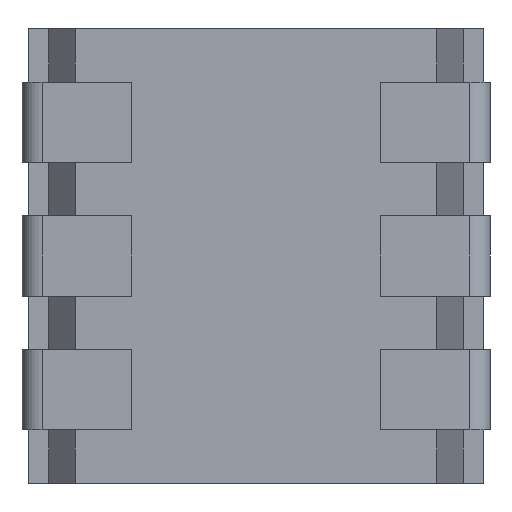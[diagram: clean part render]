
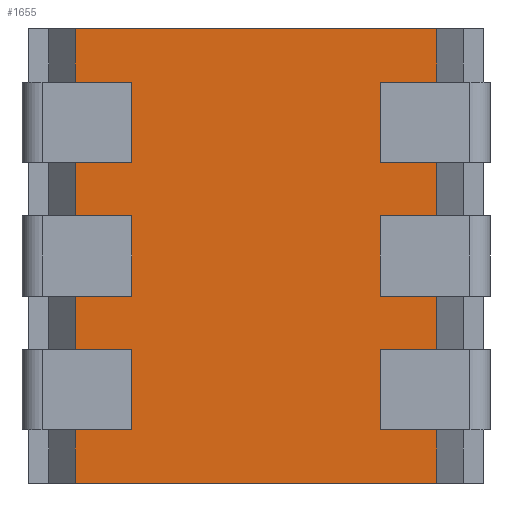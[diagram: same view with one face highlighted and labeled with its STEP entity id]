
A CAD part, front view. The second image highlights one B-rep face of the part: STEP entity #1655.
In plain terms, the highlighted planar face has unit normal (0, -1, 0).
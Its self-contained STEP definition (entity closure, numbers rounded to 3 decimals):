
#113=FACE_OUTER_BOUND('',#197,.T.);
#197=EDGE_LOOP('',(#1153,#1154,#1155,#1156,#1157,#1158,#1159,#1160,#1161,
#1162,#1163,#1164,#1165,#1166,#1167,#1168,#1169,#1170,#1171,#1172,#1173,
#1174,#1175,#1176,#1177,#1178,#1179,#1180));
#297=LINE('',#2444,#499);
#298=LINE('',#2446,#500);
#299=LINE('',#2448,#501);
#300=LINE('',#2450,#502);
#301=LINE('',#2452,#503);
#302=LINE('',#2454,#504);
#303=LINE('',#2456,#505);
#304=LINE('',#2458,#506);
#305=LINE('',#2460,#507);
#306=LINE('',#2462,#508);
#307=LINE('',#2464,#509);
#308=LINE('',#2466,#510);
#309=LINE('',#2468,#511);
#310=LINE('',#2470,#512);
#311=LINE('',#2472,#513);
#312=LINE('',#2474,#514);
#313=LINE('',#2476,#515);
#314=LINE('',#2478,#516);
#315=LINE('',#2480,#517);
#316=LINE('',#2482,#518);
#317=LINE('',#2484,#519);
#318=LINE('',#2486,#520);
#319=LINE('',#2488,#521);
#320=LINE('',#2490,#522);
#321=LINE('',#2492,#523);
#322=LINE('',#2494,#524);
#323=LINE('',#2496,#525);
#324=LINE('',#2497,#526);
#499=VECTOR('',#1974,0.4);
#500=VECTOR('',#1975,0.42);
#501=VECTOR('',#1976,0.6);
#502=VECTOR('',#1977,0.42);
#503=VECTOR('',#1978,0.4);
#504=VECTOR('',#1979,0.42);
#505=VECTOR('',#1980,0.6);
#506=VECTOR('',#1981,0.42);
#507=VECTOR('',#1982,0.4);
#508=VECTOR('',#1983,0.42);
#509=VECTOR('',#1984,0.6);
#510=VECTOR('',#1985,0.42);
#511=VECTOR('',#1986,0.4);
#512=VECTOR('',#1987,2.7);
#513=VECTOR('',#1988,0.4);
#514=VECTOR('',#1989,0.42);
#515=VECTOR('',#1990,0.6);
#516=VECTOR('',#1991,0.42);
#517=VECTOR('',#1992,0.4);
#518=VECTOR('',#1993,0.42);
#519=VECTOR('',#1994,0.6);
#520=VECTOR('',#1995,0.42);
#521=VECTOR('',#1996,0.4);
#522=VECTOR('',#1997,0.42);
#523=VECTOR('',#1998,0.6);
#524=VECTOR('',#1999,0.42);
#525=VECTOR('',#2000,0.4);
#526=VECTOR('',#2001,2.7);
#695=VERTEX_POINT('',#2442);
#696=VERTEX_POINT('',#2443);
#697=VERTEX_POINT('',#2445);
#698=VERTEX_POINT('',#2447);
#699=VERTEX_POINT('',#2449);
#700=VERTEX_POINT('',#2451);
#701=VERTEX_POINT('',#2453);
#702=VERTEX_POINT('',#2455);
#703=VERTEX_POINT('',#2457);
#704=VERTEX_POINT('',#2459);
#705=VERTEX_POINT('',#2461);
#706=VERTEX_POINT('',#2463);
#707=VERTEX_POINT('',#2465);
#708=VERTEX_POINT('',#2467);
#709=VERTEX_POINT('',#2469);
#710=VERTEX_POINT('',#2471);
#711=VERTEX_POINT('',#2473);
#712=VERTEX_POINT('',#2475);
#713=VERTEX_POINT('',#2477);
#714=VERTEX_POINT('',#2479);
#715=VERTEX_POINT('',#2481);
#716=VERTEX_POINT('',#2483);
#717=VERTEX_POINT('',#2485);
#718=VERTEX_POINT('',#2487);
#719=VERTEX_POINT('',#2489);
#720=VERTEX_POINT('',#2491);
#721=VERTEX_POINT('',#2493);
#722=VERTEX_POINT('',#2495);
#865=EDGE_CURVE('',#695,#696,#297,.T.);
#866=EDGE_CURVE('',#697,#696,#298,.T.);
#867=EDGE_CURVE('',#698,#697,#299,.T.);
#868=EDGE_CURVE('',#699,#698,#300,.T.);
#869=EDGE_CURVE('',#699,#700,#301,.T.);
#870=EDGE_CURVE('',#701,#700,#302,.T.);
#871=EDGE_CURVE('',#702,#701,#303,.T.);
#872=EDGE_CURVE('',#703,#702,#304,.T.);
#873=EDGE_CURVE('',#703,#704,#305,.T.);
#874=EDGE_CURVE('',#705,#704,#306,.T.);
#875=EDGE_CURVE('',#706,#705,#307,.T.);
#876=EDGE_CURVE('',#707,#706,#308,.T.);
#877=EDGE_CURVE('',#707,#708,#309,.T.);
#878=EDGE_CURVE('',#709,#708,#310,.T.);
#879=EDGE_CURVE('',#709,#710,#311,.T.);
#880=EDGE_CURVE('',#711,#710,#312,.T.);
#881=EDGE_CURVE('',#712,#711,#313,.T.);
#882=EDGE_CURVE('',#713,#712,#314,.T.);
#883=EDGE_CURVE('',#713,#714,#315,.T.);
#884=EDGE_CURVE('',#715,#714,#316,.T.);
#885=EDGE_CURVE('',#716,#715,#317,.T.);
#886=EDGE_CURVE('',#717,#716,#318,.T.);
#887=EDGE_CURVE('',#717,#718,#319,.T.);
#888=EDGE_CURVE('',#719,#718,#320,.T.);
#889=EDGE_CURVE('',#720,#719,#321,.T.);
#890=EDGE_CURVE('',#721,#720,#322,.T.);
#891=EDGE_CURVE('',#721,#722,#323,.T.);
#892=EDGE_CURVE('',#695,#722,#324,.T.);
#1153=ORIENTED_EDGE('',*,*,#865,.T.);
#1154=ORIENTED_EDGE('',*,*,#866,.F.);
#1155=ORIENTED_EDGE('',*,*,#867,.F.);
#1156=ORIENTED_EDGE('',*,*,#868,.F.);
#1157=ORIENTED_EDGE('',*,*,#869,.T.);
#1158=ORIENTED_EDGE('',*,*,#870,.F.);
#1159=ORIENTED_EDGE('',*,*,#871,.F.);
#1160=ORIENTED_EDGE('',*,*,#872,.F.);
#1161=ORIENTED_EDGE('',*,*,#873,.T.);
#1162=ORIENTED_EDGE('',*,*,#874,.F.);
#1163=ORIENTED_EDGE('',*,*,#875,.F.);
#1164=ORIENTED_EDGE('',*,*,#876,.F.);
#1165=ORIENTED_EDGE('',*,*,#877,.T.);
#1166=ORIENTED_EDGE('',*,*,#878,.F.);
#1167=ORIENTED_EDGE('',*,*,#879,.T.);
#1168=ORIENTED_EDGE('',*,*,#880,.F.);
#1169=ORIENTED_EDGE('',*,*,#881,.F.);
#1170=ORIENTED_EDGE('',*,*,#882,.F.);
#1171=ORIENTED_EDGE('',*,*,#883,.T.);
#1172=ORIENTED_EDGE('',*,*,#884,.F.);
#1173=ORIENTED_EDGE('',*,*,#885,.F.);
#1174=ORIENTED_EDGE('',*,*,#886,.F.);
#1175=ORIENTED_EDGE('',*,*,#887,.T.);
#1176=ORIENTED_EDGE('',*,*,#888,.F.);
#1177=ORIENTED_EDGE('',*,*,#889,.F.);
#1178=ORIENTED_EDGE('',*,*,#890,.F.);
#1179=ORIENTED_EDGE('',*,*,#891,.T.);
#1180=ORIENTED_EDGE('',*,*,#892,.F.);
#1574=PLANE('',#1775);
#1655=ADVANCED_FACE('',(#113),#1574,.T.);
#1775=AXIS2_PLACEMENT_3D('',#2441,#1972,#1973);
#1972=DIRECTION('center_axis',(0.,-1.,0.));
#1973=DIRECTION('ref_axis',(0.,0.,1.));
#1974=DIRECTION('',(0.,0.,1.));
#1975=DIRECTION('',(1.,0.,0.));
#1976=DIRECTION('',(0.,0.,-1.));
#1977=DIRECTION('',(-1.,0.,0.));
#1978=DIRECTION('',(0.,0.,1.));
#1979=DIRECTION('',(1.,0.,0.));
#1980=DIRECTION('',(0.,0.,-1.));
#1981=DIRECTION('',(-1.,0.,0.));
#1982=DIRECTION('',(0.,0.,1.));
#1983=DIRECTION('',(1.,0.,0.));
#1984=DIRECTION('',(0.,0.,-1.));
#1985=DIRECTION('',(-1.,0.,0.));
#1986=DIRECTION('',(0.,0.,1.));
#1987=DIRECTION('',(1.,0.,0.));
#1988=DIRECTION('',(0.,0.,-1.));
#1989=DIRECTION('',(-1.,0.,0.));
#1990=DIRECTION('',(0.,0.,1.));
#1991=DIRECTION('',(1.,0.,0.));
#1992=DIRECTION('',(0.,0.,-1.));
#1993=DIRECTION('',(-1.,0.,0.));
#1994=DIRECTION('',(0.,0.,1.));
#1995=DIRECTION('',(1.,0.,0.));
#1996=DIRECTION('',(0.,0.,-1.));
#1997=DIRECTION('',(-1.,0.,0.));
#1998=DIRECTION('',(0.,0.,1.));
#1999=DIRECTION('',(1.,0.,0.));
#2000=DIRECTION('',(0.,0.,-1.));
#2001=DIRECTION('',(-1.,0.,0.));
#2441=CARTESIAN_POINT('Origin',(0.,0.,0.));
#2442=CARTESIAN_POINT('',(1.35,0.,-1.7));
#2443=CARTESIAN_POINT('',(1.35,0.,-1.3));
#2444=CARTESIAN_POINT('',(1.35,0.,-1.7));
#2445=CARTESIAN_POINT('',(0.93,0.,-1.3));
#2446=CARTESIAN_POINT('',(0.93,0.,-1.3));
#2447=CARTESIAN_POINT('',(0.93,0.,-0.7));
#2448=CARTESIAN_POINT('',(0.93,0.,-0.7));
#2449=CARTESIAN_POINT('',(1.35,0.,-0.7));
#2450=CARTESIAN_POINT('',(1.35,0.,-0.7));
#2451=CARTESIAN_POINT('',(1.35,0.,-0.3));
#2452=CARTESIAN_POINT('',(1.35,0.,-0.7));
#2453=CARTESIAN_POINT('',(0.93,0.,-0.3));
#2454=CARTESIAN_POINT('',(0.93,0.,-0.3));
#2455=CARTESIAN_POINT('',(0.93,0.,0.3));
#2456=CARTESIAN_POINT('',(0.93,0.,0.3));
#2457=CARTESIAN_POINT('',(1.35,0.,0.3));
#2458=CARTESIAN_POINT('',(1.35,0.,0.3));
#2459=CARTESIAN_POINT('',(1.35,0.,0.7));
#2460=CARTESIAN_POINT('',(1.35,0.,0.3));
#2461=CARTESIAN_POINT('',(0.93,0.,0.7));
#2462=CARTESIAN_POINT('',(0.93,0.,0.7));
#2463=CARTESIAN_POINT('',(0.93,0.,1.3));
#2464=CARTESIAN_POINT('',(0.93,0.,1.3));
#2465=CARTESIAN_POINT('',(1.35,0.,1.3));
#2466=CARTESIAN_POINT('',(1.35,0.,1.3));
#2467=CARTESIAN_POINT('',(1.35,0.,1.7));
#2468=CARTESIAN_POINT('',(1.35,0.,1.3));
#2469=CARTESIAN_POINT('',(-1.35,0.,1.7));
#2470=CARTESIAN_POINT('',(-1.35,0.,1.7));
#2471=CARTESIAN_POINT('',(-1.35,0.,1.3));
#2472=CARTESIAN_POINT('',(-1.35,0.,1.7));
#2473=CARTESIAN_POINT('',(-0.93,0.,1.3));
#2474=CARTESIAN_POINT('',(-0.93,0.,1.3));
#2475=CARTESIAN_POINT('',(-0.93,0.,0.7));
#2476=CARTESIAN_POINT('',(-0.93,0.,0.7));
#2477=CARTESIAN_POINT('',(-1.35,0.,0.7));
#2478=CARTESIAN_POINT('',(-1.35,0.,0.7));
#2479=CARTESIAN_POINT('',(-1.35,0.,0.3));
#2480=CARTESIAN_POINT('',(-1.35,0.,0.7));
#2481=CARTESIAN_POINT('',(-0.93,0.,0.3));
#2482=CARTESIAN_POINT('',(-0.93,0.,0.3));
#2483=CARTESIAN_POINT('',(-0.93,0.,-0.3));
#2484=CARTESIAN_POINT('',(-0.93,0.,-0.3));
#2485=CARTESIAN_POINT('',(-1.35,0.,-0.3));
#2486=CARTESIAN_POINT('',(-1.35,0.,-0.3));
#2487=CARTESIAN_POINT('',(-1.35,0.,-0.7));
#2488=CARTESIAN_POINT('',(-1.35,0.,-0.3));
#2489=CARTESIAN_POINT('',(-0.93,0.,-0.7));
#2490=CARTESIAN_POINT('',(-0.93,0.,-0.7));
#2491=CARTESIAN_POINT('',(-0.93,0.,-1.3));
#2492=CARTESIAN_POINT('',(-0.93,0.,-1.3));
#2493=CARTESIAN_POINT('',(-1.35,0.,-1.3));
#2494=CARTESIAN_POINT('',(-1.35,0.,-1.3));
#2495=CARTESIAN_POINT('',(-1.35,0.,-1.7));
#2496=CARTESIAN_POINT('',(-1.35,0.,-1.3));
#2497=CARTESIAN_POINT('',(1.35,0.,-1.7));
